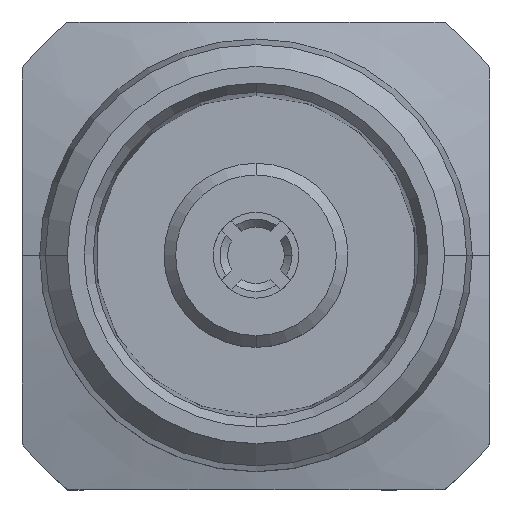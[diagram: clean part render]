
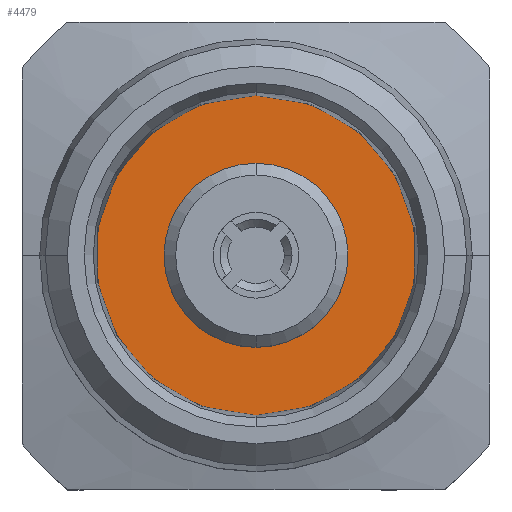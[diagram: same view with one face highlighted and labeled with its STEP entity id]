
A CAD part, top view. The second image highlights one B-rep face of the part: STEP entity #4479.
In plain terms, the highlighted planar face has unit normal (0, 0, 1).
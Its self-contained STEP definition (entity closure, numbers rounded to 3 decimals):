
#282 = EDGE_LOOP ( 'NONE', ( #13051, #13007 ) ) ;
#305 = EDGE_LOOP ( 'NONE', ( #13063, #13060 ) ) ;
#488 = VERTEX_POINT ( 'NONE', #5137 ) ;
#489 = VERTEX_POINT ( 'NONE', #5132 ) ;
#543 = VERTEX_POINT ( 'NONE', #5169 ) ;
#544 = VERTEX_POINT ( 'NONE', #5156 ) ;
#1098 = CARTESIAN_POINT ( 'NONE',  ( 0., 0., -5.221 ) ) ;
#1132 = CARTESIAN_POINT ( 'NONE',  ( 0., 0., -5.221 ) ) ;
#1133 = DIRECTION ( 'NONE',  ( 0., 0., 1. ) ) ;
#1136 = DIRECTION ( 'NONE',  ( -1., 0., 0. ) ) ;
#1243 = DIRECTION ( 'NONE',  ( -1., 0., 0. ) ) ;
#1245 = DIRECTION ( 'NONE',  ( 0., 0., 1. ) ) ;
#1527 = EDGE_CURVE ( 'NONE', #489, #488, #2032, .T. ) ;
#1537 = EDGE_CURVE ( 'NONE', #488, #489, #2021, .T. ) ;
#1601 = EDGE_CURVE ( 'NONE', #544, #543, #5336, .T. ) ;
#2004 = AXIS2_PLACEMENT_3D ( 'NONE', #1132, #1133, #1136 ) ;
#2021 = CIRCLE ( 'NONE', #2004, 4.106 ) ;
#2032 = CIRCLE ( 'NONE', #2040, 4.106 ) ;
#2040 = AXIS2_PLACEMENT_3D ( 'NONE', #1098, #1245, #1243 ) ;
#2619 = EDGE_CURVE ( 'NONE', #543, #544, #6982, .T. ) ;
#4479 = ADVANCED_FACE ( 'NONE', ( #11907, #11908 ), #10040, .F. ) ;
#5132 = CARTESIAN_POINT ( 'NONE',  ( 0., -4.106, -5.221 ) ) ;
#5137 = CARTESIAN_POINT ( 'NONE',  ( 0., 4.106, -5.221 ) ) ;
#5156 = CARTESIAN_POINT ( 'NONE',  ( 0., 2.36, -5.221 ) ) ;
#5169 = CARTESIAN_POINT ( 'NONE',  ( 0., -2.36, -5.221 ) ) ;
#5322 = AXIS2_PLACEMENT_3D ( 'NONE', #10909, #10910, #10911 ) ;
#5336 = CIRCLE ( 'NONE', #5322, 2.36 ) ;
#6982 = CIRCLE ( 'NONE', #11951, 2.36 ) ;
#7611 = CARTESIAN_POINT ( 'NONE',  ( 0., 0., -5.221 ) ) ;
#7612 = DIRECTION ( 'NONE',  ( 0., 0., 1. ) ) ;
#7613 = DIRECTION ( 'NONE',  ( -1., 0., 0. ) ) ;
#10040 = PLANE ( 'NONE',  #12906 ) ;
#10041 = CARTESIAN_POINT ( 'NONE',  ( 0., 0., -5.221 ) ) ;
#10042 = DIRECTION ( 'NONE',  ( 0., 0., -1. ) ) ;
#10043 = DIRECTION ( 'NONE',  ( -1., 0., 0. ) ) ;
#10909 = CARTESIAN_POINT ( 'NONE',  ( 0., 0., -5.221 ) ) ;
#10910 = DIRECTION ( 'NONE',  ( 0., 0., 1. ) ) ;
#10911 = DIRECTION ( 'NONE',  ( -1., 0., 0. ) ) ;
#11907 = FACE_OUTER_BOUND ( 'NONE', #305, .T. ) ;
#11908 = FACE_BOUND ( 'NONE', #282, .T. ) ;
#11951 = AXIS2_PLACEMENT_3D ( 'NONE', #7611, #7612, #7613 ) ;
#12906 = AXIS2_PLACEMENT_3D ( 'NONE', #10041, #10042, #10043 ) ;
#13007 = ORIENTED_EDGE ( 'NONE', *, *, #1601, .F. ) ;
#13051 = ORIENTED_EDGE ( 'NONE', *, *, #2619, .F. ) ;
#13060 = ORIENTED_EDGE ( 'NONE', *, *, #1537, .T. ) ;
#13063 = ORIENTED_EDGE ( 'NONE', *, *, #1527, .T. ) ;
